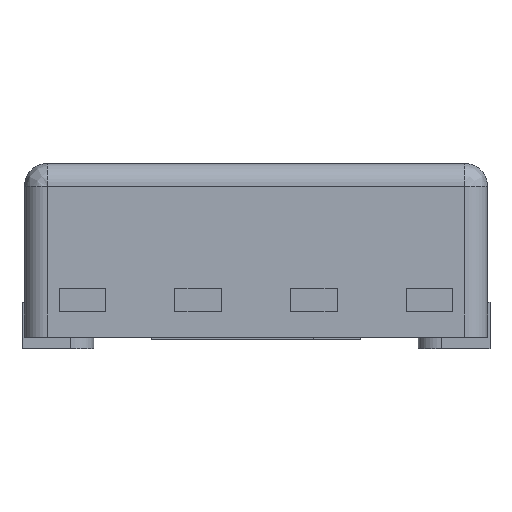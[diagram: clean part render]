
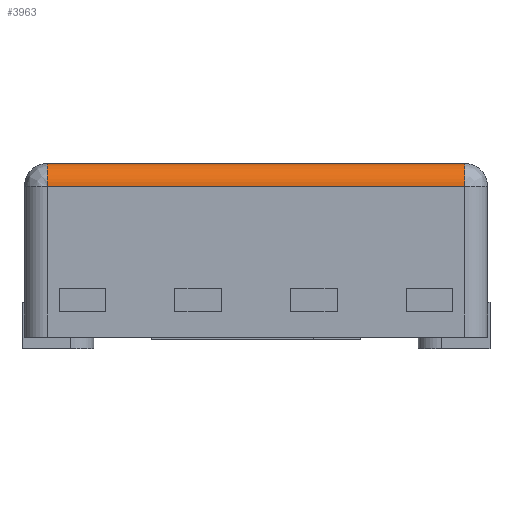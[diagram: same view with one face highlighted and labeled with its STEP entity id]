
A CAD part, left-side view. The second image highlights one B-rep face of the part: STEP entity #3963.
In plain terms, the highlighted cylindrical face has radius 0.1 mm (diameter 0.2 mm), a partial arc.
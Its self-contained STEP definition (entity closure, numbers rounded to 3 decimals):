
#301 = CARTESIAN_POINT ( 'NONE',  ( -1.4, 0.9, 0.7 ) ) ;
#467 = AXIS2_PLACEMENT_3D ( 'NONE', #301, #8996, #3812 ) ;
#799 = VECTOR ( 'NONE', #1082, 1000. ) ;
#872 = VECTOR ( 'NONE', #14165, 1000. ) ;
#1082 = DIRECTION ( 'NONE',  ( 0., -1., 0. ) ) ;
#1171 = CARTESIAN_POINT ( 'NONE',  ( -1.499, 0.9, 0.7 ) ) ;
#1718 = VERTEX_POINT ( 'NONE', #1171 ) ;
#2014 = EDGE_LOOP ( 'NONE', ( #6914, #12042, #5898, #2539 ) ) ;
#2502 = EDGE_CURVE ( 'NONE', #5686, #9075, #21236, .T. ) ;
#2539 = ORIENTED_EDGE ( 'NONE', *, *, #4336, .T. ) ;
#2554 = CARTESIAN_POINT ( 'NONE',  ( -1.4, 0., 0.7 ) ) ;
#3812 = DIRECTION ( 'NONE',  ( -1., 0., 0. ) ) ;
#3963 = ADVANCED_FACE ( 'NONE', ( #16550 ), #4142, .T. ) ;
#4142 = CYLINDRICAL_SURFACE ( 'NONE', #6986, 0.1 ) ;
#4336 = EDGE_CURVE ( 'NONE', #1718, #12486, #14352, .T. ) ;
#5686 = VERTEX_POINT ( 'NONE', #21349 ) ;
#5698 = DIRECTION ( 'NONE',  ( -1., 0., 0. ) ) ;
#5898 = ORIENTED_EDGE ( 'NONE', *, *, #10132, .T. ) ;
#6914 = ORIENTED_EDGE ( 'NONE', *, *, #22463, .T. ) ;
#6986 = AXIS2_PLACEMENT_3D ( 'NONE', #2554, #16378, #8233 ) ;
#7867 = CARTESIAN_POINT ( 'NONE',  ( -1.499, -0.9, 0.7 ) ) ;
#8233 = DIRECTION ( 'NONE',  ( -1., 0., 0. ) ) ;
#8355 = CIRCLE ( 'NONE', #22190, 0.1 ) ;
#8996 = DIRECTION ( 'NONE',  ( 0., -1., 0. ) ) ;
#9075 = VERTEX_POINT ( 'NONE', #21942 ) ;
#10132 = EDGE_CURVE ( 'NONE', #5686, #1718, #10352, .T. ) ;
#10352 = CIRCLE ( 'NONE', #467, 0.1 ) ;
#10933 = CARTESIAN_POINT ( 'NONE',  ( -1.4, -0.9, 0.7 ) ) ;
#12042 = ORIENTED_EDGE ( 'NONE', *, *, #2502, .F. ) ;
#12486 = VERTEX_POINT ( 'NONE', #7867 ) ;
#12543 = DIRECTION ( 'NONE',  ( 0., 1., 0. ) ) ;
#14165 = DIRECTION ( 'NONE',  ( 0., -1., 0. ) ) ;
#14352 = LINE ( 'NONE', #16644, #799 ) ;
#16378 = DIRECTION ( 'NONE',  ( 0., 1., 0. ) ) ;
#16550 = FACE_OUTER_BOUND ( 'NONE', #2014, .T. ) ;
#16644 = CARTESIAN_POINT ( 'NONE',  ( -1.499, 0., 0.7 ) ) ;
#19458 = CARTESIAN_POINT ( 'NONE',  ( -1.4, 0., 0.8 ) ) ;
#21236 = LINE ( 'NONE', #19458, #872 ) ;
#21349 = CARTESIAN_POINT ( 'NONE',  ( -1.4, 0.9, 0.8 ) ) ;
#21942 = CARTESIAN_POINT ( 'NONE',  ( -1.4, -0.9, 0.8 ) ) ;
#22190 = AXIS2_PLACEMENT_3D ( 'NONE', #10933, #12543, #5698 ) ;
#22463 = EDGE_CURVE ( 'NONE', #12486, #9075, #8355, .T. ) ;
